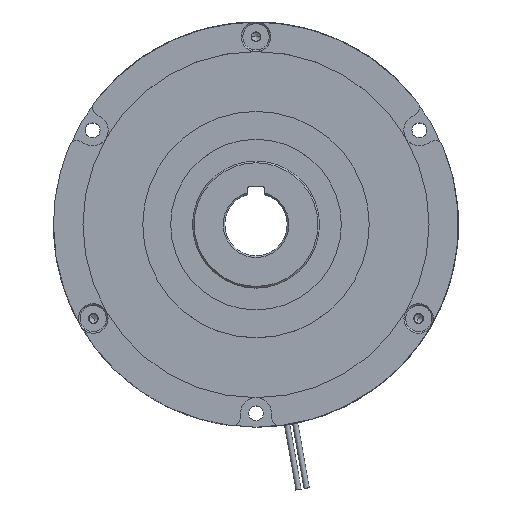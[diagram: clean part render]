
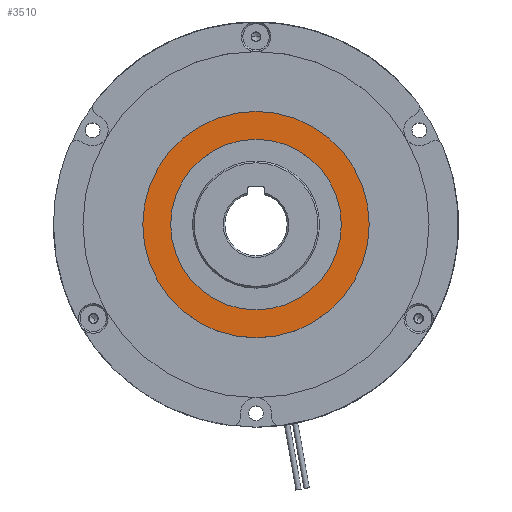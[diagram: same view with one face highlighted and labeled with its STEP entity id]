
A CAD part, top view. The second image highlights one B-rep face of the part: STEP entity #3510.
In plain terms, the highlighted planar face has unit normal (0, 0, -1).
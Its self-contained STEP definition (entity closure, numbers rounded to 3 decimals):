
#21 = DIRECTION ( 'NONE',  ( 0., 0., 1. ) ) ;
#39 = CIRCLE ( 'NONE', #3926, 34.5 ) ;
#564 = DIRECTION ( 'NONE',  ( 0., 0., 1. ) ) ;
#918 = CIRCLE ( 'NONE', #4794, 34.5 ) ;
#1156 = DIRECTION ( 'NONE',  ( 0., 0., 1. ) ) ;
#1535 = EDGE_LOOP ( 'NONE', ( #4343, #9157 ) ) ;
#1553 = CARTESIAN_POINT ( 'NONE',  ( -26., 0., 21.4 ) ) ;
#1801 = DIRECTION ( 'NONE',  ( 0., 0., 1. ) ) ;
#1819 = ORIENTED_EDGE ( 'NONE', *, *, #10405, .T. ) ;
#2456 = FACE_OUTER_BOUND ( 'NONE', #1535, .T. ) ;
#3002 = DIRECTION ( 'NONE',  ( 0., 0., 1. ) ) ;
#3510 = ADVANCED_FACE ( 'NONE', ( #8850, #2456 ), #10404, .F. ) ;
#3730 = VERTEX_POINT ( 'NONE', #4840 ) ;
#3926 = AXIS2_PLACEMENT_3D ( 'NONE', #5046, #21, #5892 ) ;
#4343 = ORIENTED_EDGE ( 'NONE', *, *, #10336, .F. ) ;
#4459 = EDGE_CURVE ( 'NONE', #4990, #7785, #4879, .T. ) ;
#4794 = AXIS2_PLACEMENT_3D ( 'NONE', #5571, #564, #6423 ) ;
#4840 = CARTESIAN_POINT ( 'NONE',  ( 34.5, 0., 21.4 ) ) ;
#4879 = CIRCLE ( 'NONE', #7494, 26. ) ;
#4990 = VERTEX_POINT ( 'NONE', #9045 ) ;
#5042 = AXIS2_PLACEMENT_3D ( 'NONE', #6810, #1801, #7645 ) ;
#5046 = CARTESIAN_POINT ( 'NONE',  ( 0., 0., 21.4 ) ) ;
#5571 = CARTESIAN_POINT ( 'NONE',  ( 0., 0., 21.4 ) ) ;
#5892 = DIRECTION ( 'NONE',  ( 1., 0., 0. ) ) ;
#5920 = CARTESIAN_POINT ( 'NONE',  ( -34.5, 0., 21.4 ) ) ;
#6184 = CARTESIAN_POINT ( 'NONE',  ( 0., 0., 21.4 ) ) ;
#6423 = DIRECTION ( 'NONE',  ( 1., 0., 0. ) ) ;
#6456 = CIRCLE ( 'NONE', #5042, 26. ) ;
#6810 = CARTESIAN_POINT ( 'NONE',  ( 0., 0., 21.4 ) ) ;
#7019 = DIRECTION ( 'NONE',  ( 1., 0., 0. ) ) ;
#7438 = VERTEX_POINT ( 'NONE', #5920 ) ;
#7494 = AXIS2_PLACEMENT_3D ( 'NONE', #6184, #1156, #7019 ) ;
#7645 = DIRECTION ( 'NONE',  ( 1., 0., 0. ) ) ;
#7661 = EDGE_LOOP ( 'NONE', ( #1819, #8699 ) ) ;
#7785 = VERTEX_POINT ( 'NONE', #1553 ) ;
#8025 = CARTESIAN_POINT ( 'NONE',  ( 0., 0., 21.4 ) ) ;
#8456 = EDGE_CURVE ( 'NONE', #3730, #7438, #918, .T. ) ;
#8699 = ORIENTED_EDGE ( 'NONE', *, *, #4459, .T. ) ;
#8846 = DIRECTION ( 'NONE',  ( 1., 0., 0. ) ) ;
#8850 = FACE_BOUND ( 'NONE', #7661, .T. ) ;
#9045 = CARTESIAN_POINT ( 'NONE',  ( 26., 0., 21.4 ) ) ;
#9157 = ORIENTED_EDGE ( 'NONE', *, *, #8456, .F. ) ;
#10336 = EDGE_CURVE ( 'NONE', #7438, #3730, #39, .T. ) ;
#10404 = PLANE ( 'NONE',  #10656 ) ;
#10405 = EDGE_CURVE ( 'NONE', #7785, #4990, #6456, .T. ) ;
#10656 = AXIS2_PLACEMENT_3D ( 'NONE', #8025, #3002, #8846 ) ;
